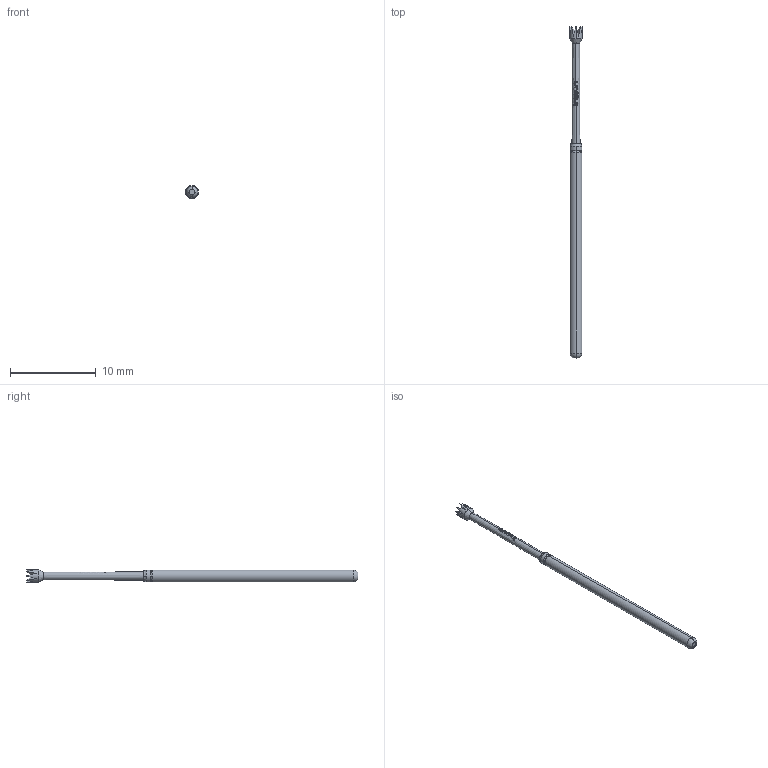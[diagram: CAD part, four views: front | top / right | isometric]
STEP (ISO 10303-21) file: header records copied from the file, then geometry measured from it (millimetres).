
FILE_DESCRIPTION (( 'STEP AP203' ), '1' );
FILE_NAME ('INGUN_GKS-135_288_150_A_xx00.STEP', '2022-01-26T10:44:52', ( 'ochi' ), ( '' ), 'SwSTEP 2.0', 'SolidWorks 2018', '' );
FILE_SCHEMA (( 'CONFIG_CONTROL_DESIGN' ));
Length unit declared in the file: millimetre
Products named in the file (1): INGUN_GKS-135_288_150_A_xx00
Bounding box: 1.5 x 38.7 x 1.5 mm (x, y, z)
Volume: 46.4 mm3; surface area: 156.9 mm2
Topology: 1 solids, 1 shells, 112 faces, 297 edges, 189 vertices
Faces by surface type: bspline 62, plane 18, cone 14, torus 10, cylinder 8
Entity records: 4566 total; most frequent: CARTESIAN_POINT 2325, ORIENTED_EDGE 594, EDGE_CURVE 297, DIRECTION 219, B_SPLINE_CURVE_WITH_KNOTS 204, VERTEX_POINT 189, EDGE_LOOP 114, FACE_OUTER_BOUND 112
